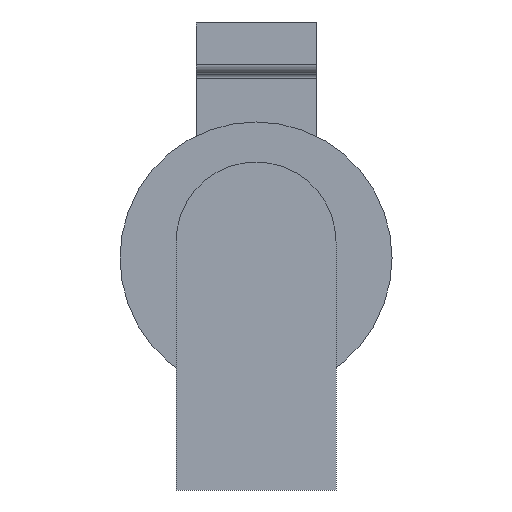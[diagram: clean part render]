
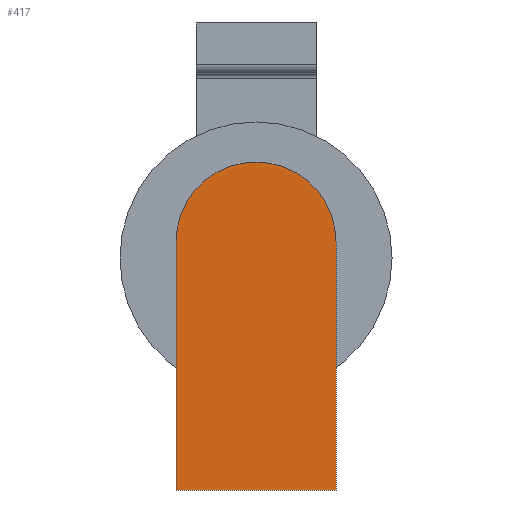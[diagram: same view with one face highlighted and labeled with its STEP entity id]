
A CAD part, front view. The second image highlights one B-rep face of the part: STEP entity #417.
In plain terms, the highlighted planar face has unit normal (0, -1, 0).
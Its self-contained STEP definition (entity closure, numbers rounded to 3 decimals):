
#42 = ORIENTED_EDGE ( 'NONE', *, *, #537, .F. ) ;
#57 = PLANE ( 'NONE',  #879 ) ;
#98 = LINE ( 'NONE', #523, #828 ) ;
#132 = AXIS2_PLACEMENT_3D ( 'NONE', #896, #286, #826 ) ;
#155 = EDGE_CURVE ( 'NONE', #922, #170, #235, .T. ) ;
#170 = VERTEX_POINT ( 'NONE', #355 ) ;
#188 = CARTESIAN_POINT ( 'NONE',  ( -2., 0., -5.8 ) ) ;
#191 = LINE ( 'NONE', #673, #778 ) ;
#203 = FACE_OUTER_BOUND ( 'NONE', #946, .T. ) ;
#235 = CIRCLE ( 'NONE', #132, 2. ) ;
#286 = DIRECTION ( 'NONE',  ( 0., 1., 0. ) ) ;
#301 = ORIENTED_EDGE ( 'NONE', *, *, #155, .F. ) ;
#355 = CARTESIAN_POINT ( 'NONE',  ( 2., 0., 0.4 ) ) ;
#365 = DIRECTION ( 'NONE',  ( -1., 0., 0. ) ) ;
#371 = ORIENTED_EDGE ( 'NONE', *, *, #993, .F. ) ;
#397 = VERTEX_POINT ( 'NONE', #772 ) ;
#411 = ORIENTED_EDGE ( 'NONE', *, *, #574, .F. ) ;
#417 = ADVANCED_FACE ( 'NONE', ( #203 ), #57, .F. ) ;
#523 = CARTESIAN_POINT ( 'NONE',  ( 2., 0., -5.8 ) ) ;
#532 = LINE ( 'NONE', #591, #985 ) ;
#537 = EDGE_CURVE ( 'NONE', #397, #647, #98, .T. ) ;
#538 = DIRECTION ( 'NONE',  ( 0., 0., 1. ) ) ;
#574 = EDGE_CURVE ( 'NONE', #647, #922, #191, .T. ) ;
#591 = CARTESIAN_POINT ( 'NONE',  ( 2., 0., -5.8 ) ) ;
#647 = VERTEX_POINT ( 'NONE', #188 ) ;
#673 = CARTESIAN_POINT ( 'NONE',  ( -2., 0., -5.8 ) ) ;
#699 = CARTESIAN_POINT ( 'NONE',  ( 2., 0., -5.8 ) ) ;
#742 = CARTESIAN_POINT ( 'NONE',  ( -2., 0., 0.4 ) ) ;
#772 = CARTESIAN_POINT ( 'NONE',  ( 2., 0., -5.8 ) ) ;
#778 = VECTOR ( 'NONE', #816, 1000. ) ;
#816 = DIRECTION ( 'NONE',  ( 0., 0., 1. ) ) ;
#826 = DIRECTION ( 'NONE',  ( 0., 0., 1. ) ) ;
#828 = VECTOR ( 'NONE', #365, 1000. ) ;
#877 = DIRECTION ( 'NONE',  ( 0., 0., -1. ) ) ;
#879 = AXIS2_PLACEMENT_3D ( 'NONE', #699, #907, #538 ) ;
#896 = CARTESIAN_POINT ( 'NONE',  ( 0., 0., 0.4 ) ) ;
#907 = DIRECTION ( 'NONE',  ( 0., 1., 0. ) ) ;
#922 = VERTEX_POINT ( 'NONE', #742 ) ;
#946 = EDGE_LOOP ( 'NONE', ( #301, #411, #42, #371 ) ) ;
#985 = VECTOR ( 'NONE', #877, 1000. ) ;
#993 = EDGE_CURVE ( 'NONE', #170, #397, #532, .T. ) ;
